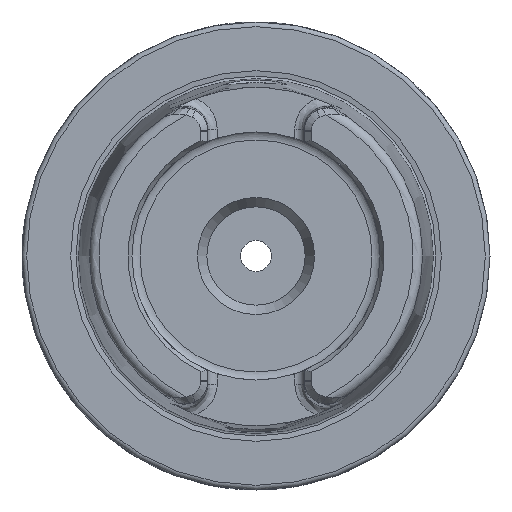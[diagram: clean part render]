
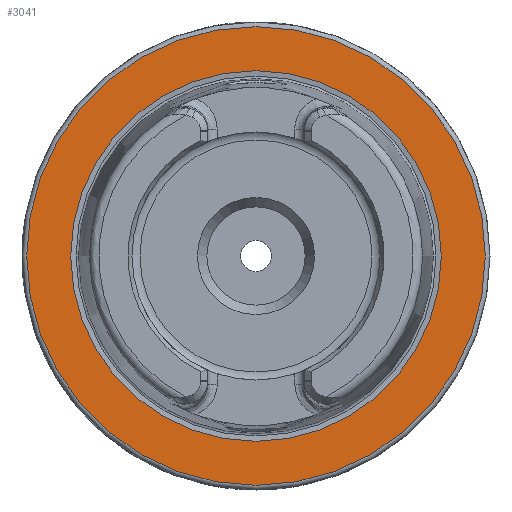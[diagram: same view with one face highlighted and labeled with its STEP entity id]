
A CAD part, left-side view. The second image highlights one B-rep face of the part: STEP entity #3041.
In plain terms, the highlighted planar face has unit normal (-1, 0, 0).
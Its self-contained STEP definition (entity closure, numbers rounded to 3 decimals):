
#117=FACE_BOUND('',#998,.T.);
#303=PLANE('',#3325);
#818=FACE_OUTER_BOUND('',#997,.T.);
#997=EDGE_LOOP('',(#2830,#2831));
#998=EDGE_LOOP('',(#2832,#2833));
#1142=CIRCLE('',#3323,39.587);
#1143=CIRCLE('',#3324,39.587);
#1144=CIRCLE('',#3326,49.);
#1145=CIRCLE('',#3327,49.);
#1456=VERTEX_POINT('',#8387);
#1457=VERTEX_POINT('',#8389);
#1458=VERTEX_POINT('',#8393);
#1459=VERTEX_POINT('',#8394);
#1918=EDGE_CURVE('',#1457,#1456,#1142,.T.);
#1919=EDGE_CURVE('',#1456,#1457,#1143,.T.);
#1920=EDGE_CURVE('',#1458,#1459,#1144,.T.);
#1921=EDGE_CURVE('',#1459,#1458,#1145,.T.);
#2830=ORIENTED_EDGE('',*,*,#1920,.F.);
#2831=ORIENTED_EDGE('',*,*,#1921,.F.);
#2832=ORIENTED_EDGE('',*,*,#1918,.T.);
#2833=ORIENTED_EDGE('',*,*,#1919,.T.);
#3041=ADVANCED_FACE('',(#818,#117),#303,.T.);
#3323=AXIS2_PLACEMENT_3D('',#8390,#4013,#4014);
#3324=AXIS2_PLACEMENT_3D('',#8391,#4015,#4016);
#3325=AXIS2_PLACEMENT_3D('',#8392,#4017,#4018);
#3326=AXIS2_PLACEMENT_3D('',#8395,#4019,#4020);
#3327=AXIS2_PLACEMENT_3D('',#8396,#4021,#4022);
#4013=DIRECTION('center_axis',(1.,0.,0.));
#4014=DIRECTION('ref_axis',(0.,0.,-1.));
#4015=DIRECTION('center_axis',(1.,0.,0.));
#4016=DIRECTION('ref_axis',(0.,0.,-1.));
#4017=DIRECTION('center_axis',(-1.,0.,0.));
#4018=DIRECTION('ref_axis',(0.,0.,1.));
#4019=DIRECTION('center_axis',(1.,0.,0.));
#4020=DIRECTION('ref_axis',(0.,0.,-1.));
#4021=DIRECTION('center_axis',(1.,0.,0.));
#4022=DIRECTION('ref_axis',(0.,0.,-1.));
#8387=CARTESIAN_POINT('',(0.,-39.587,0.));
#8389=CARTESIAN_POINT('',(0.,39.587,0.));
#8390=CARTESIAN_POINT('Origin',(0.,0.,0.));
#8391=CARTESIAN_POINT('Origin',(0.,0.,0.));
#8392=CARTESIAN_POINT('Origin',(0.,49.,
0.));
#8393=CARTESIAN_POINT('',(0.,49.,0.));
#8394=CARTESIAN_POINT('',(0.,0.,49.));
#8395=CARTESIAN_POINT('Origin',(0.,0.,0.));
#8396=CARTESIAN_POINT('Origin',(0.,0.,0.));
